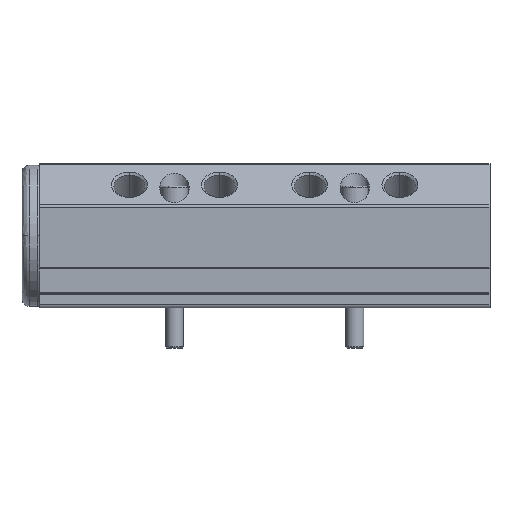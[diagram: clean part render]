
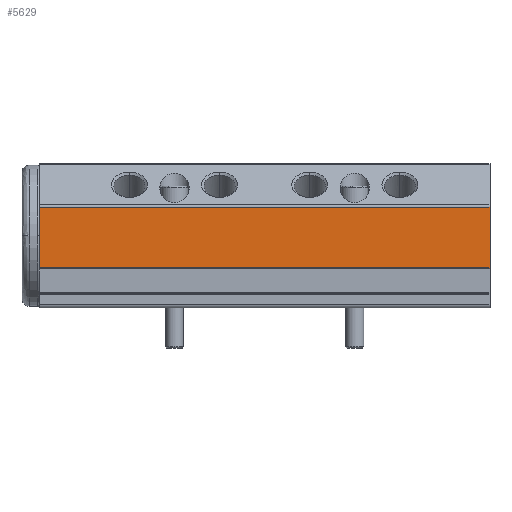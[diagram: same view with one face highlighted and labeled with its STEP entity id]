
A CAD part, front view. The second image highlights one B-rep face of the part: STEP entity #5629.
In plain terms, the highlighted planar face has unit normal (0, -1, 0).
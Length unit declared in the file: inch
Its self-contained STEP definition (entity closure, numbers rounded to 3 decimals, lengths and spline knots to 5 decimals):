
#521 = EDGE_LOOP ( 'NONE', ( #3094, #622, #7077, #2832 ) ) ;
#565 = DIRECTION ( 'NONE',  ( 0., 0., -1. ) ) ;
#622 = ORIENTED_EDGE ( 'NONE', *, *, #1771, .T. ) ;
#633 = CARTESIAN_POINT ( 'NONE',  ( 0., -0.99983, -0.40147 ) ) ;
#702 = AXIS2_PLACEMENT_3D ( 'NONE', #3166, #824, #6658 ) ;
#723 = CARTESIAN_POINT ( 'NONE',  ( -6.25, -0.99983, -0.43992 ) ) ;
#796 = CARTESIAN_POINT ( 'NONE',  ( 0., -0.99983, -0.43992 ) ) ;
#824 = DIRECTION ( 'NONE',  ( 0., -1., 0. ) ) ;
#1023 = CARTESIAN_POINT ( 'NONE',  ( 0., -0.99983, -0.43992 ) ) ;
#1268 = VERTEX_POINT ( 'NONE', #7068 ) ;
#1690 = VERTEX_POINT ( 'NONE', #723 ) ;
#1702 = VERTEX_POINT ( 'NONE', #796 ) ;
#1771 = EDGE_CURVE ( 'NONE', #1690, #1702, #6104, .T. ) ;
#2832 = ORIENTED_EDGE ( 'NONE', *, *, #4903, .T. ) ;
#2978 = CARTESIAN_POINT ( 'NONE',  ( -6.25, -0.99983, -0.40147 ) ) ;
#3094 = ORIENTED_EDGE ( 'NONE', *, *, #6535, .T. ) ;
#3166 = CARTESIAN_POINT ( 'NONE',  ( 0., -0.99983, 0.41414 ) ) ;
#3285 = LINE ( 'NONE', #2978, #5035 ) ;
#3555 = FACE_OUTER_BOUND ( 'NONE', #521, .T. ) ;
#3961 = VECTOR ( 'NONE', #4071, 39.37008 ) ;
#4071 = DIRECTION ( 'NONE',  ( 0., 0., -1. ) ) ;
#4153 = VECTOR ( 'NONE', #6061, 39.37008 ) ;
#4194 = VECTOR ( 'NONE', #4838, 39.37008 ) ;
#4838 = DIRECTION ( 'NONE',  ( -1., 0., 0. ) ) ;
#4903 = EDGE_CURVE ( 'NONE', #6048, #1268, #5885, .T. ) ;
#5035 = VECTOR ( 'NONE', #565, 39.37008 ) ;
#5629 = ADVANCED_FACE ( 'NONE', ( #3555 ), #7146, .T. ) ;
#5885 = LINE ( 'NONE', #6567, #4194 ) ;
#6048 = VERTEX_POINT ( 'NONE', #7053 ) ;
#6061 = DIRECTION ( 'NONE',  ( 1., 0., 0. ) ) ;
#6104 = LINE ( 'NONE', #1023, #4153 ) ;
#6535 = EDGE_CURVE ( 'NONE', #1268, #1690, #3285, .T. ) ;
#6554 = EDGE_CURVE ( 'NONE', #6048, #1702, #7412, .T. ) ;
#6567 = CARTESIAN_POINT ( 'NONE',  ( 0., -0.99983, 0.39343 ) ) ;
#6658 = DIRECTION ( 'NONE',  ( 0., 0., -1. ) ) ;
#7053 = CARTESIAN_POINT ( 'NONE',  ( 0., -0.99983, 0.39343 ) ) ;
#7068 = CARTESIAN_POINT ( 'NONE',  ( -6.25, -0.99983, 0.39343 ) ) ;
#7077 = ORIENTED_EDGE ( 'NONE', *, *, #6554, .F. ) ;
#7146 = PLANE ( 'NONE',  #702 ) ;
#7412 = LINE ( 'NONE', #633, #3961 ) ;
